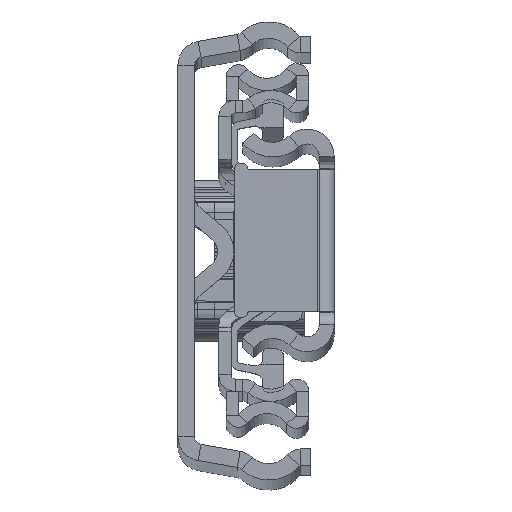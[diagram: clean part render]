
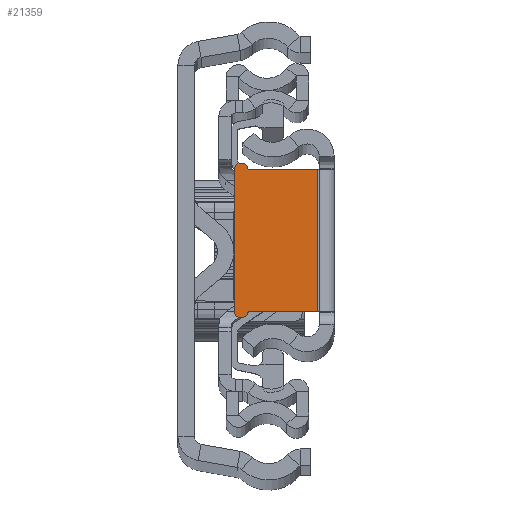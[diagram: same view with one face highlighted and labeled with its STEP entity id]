
A CAD part, top view. The second image highlights one B-rep face of the part: STEP entity #21359.
In plain terms, the highlighted planar face has unit normal (0, 0, 1).
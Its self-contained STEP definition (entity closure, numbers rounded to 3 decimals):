
#408 = ORIENTED_EDGE ( 'NONE', *, *, #36835, .T. ) ;
#718 = CARTESIAN_POINT ( 'NONE',  ( -2., 0., 0. ) ) ;
#1269 = DIRECTION ( 'NONE',  ( 1., 0., 0. ) ) ;
#1663 = DIRECTION ( 'NONE',  ( 0., 0., 1. ) ) ;
#2101 = VERTEX_POINT ( 'NONE', #26157 ) ;
#2457 = EDGE_LOOP ( 'NONE', ( #9311, #408, #2506, #33710, #39748, #11672 ) ) ;
#2506 = ORIENTED_EDGE ( 'NONE', *, *, #46141, .F. ) ;
#4563 = CARTESIAN_POINT ( 'NONE',  ( -12.2, 8.65, 0. ) ) ;
#5700 = LINE ( 'NONE', #12989, #40734 ) ;
#8109 = DIRECTION ( 'NONE',  ( 0., 1., 0. ) ) ;
#8391 = AXIS2_PLACEMENT_3D ( 'NONE', #19108, #1663, #30403 ) ;
#9311 = ORIENTED_EDGE ( 'NONE', *, *, #45094, .F. ) ;
#11387 = EDGE_CURVE ( 'NONE', #18445, #2101, #36543, .T. ) ;
#11672 = ORIENTED_EDGE ( 'NONE', *, *, #36582, .T. ) ;
#12085 = VECTOR ( 'NONE', #15060, 1000. ) ;
#12989 = CARTESIAN_POINT ( 'NONE',  ( -1.8, 8.65, 0. ) ) ;
#14389 = CIRCLE ( 'NONE', #22734, 0.85 ) ;
#14761 = PLANE ( 'NONE',  #31617 ) ;
#15060 = DIRECTION ( 'NONE',  ( 0., 1., 0. ) ) ;
#15211 = LINE ( 'NONE', #18046, #33471 ) ;
#16074 = VERTEX_POINT ( 'NONE', #21983 ) ;
#16700 = CARTESIAN_POINT ( 'NONE',  ( -2., -8.65, 0. ) ) ;
#18046 = CARTESIAN_POINT ( 'NONE',  ( -12.2, 8.65, 0. ) ) ;
#18315 = CARTESIAN_POINT ( 'NONE',  ( 0., 0., 0. ) ) ;
#18445 = VERTEX_POINT ( 'NONE', #16700 ) ;
#19009 = DIRECTION ( 'NONE',  ( 1., 0., 0. ) ) ;
#19108 = CARTESIAN_POINT ( 'NONE',  ( -11.35, -8.65, 0. ) ) ;
#19389 = DIRECTION ( 'NONE',  ( 1., 0., 0. ) ) ;
#21359 = ADVANCED_FACE ( 'NONE', ( #40466 ), #14761, .T. ) ;
#21649 = VERTEX_POINT ( 'NONE', #4563 ) ;
#21774 = VERTEX_POINT ( 'NONE', #22731 ) ;
#21983 = CARTESIAN_POINT ( 'NONE',  ( -10.5, 8.65, 0. ) ) ;
#22731 = CARTESIAN_POINT ( 'NONE',  ( -12.2, -8.65, 0. ) ) ;
#22734 = AXIS2_PLACEMENT_3D ( 'NONE', #23171, #34691, #19389 ) ;
#23138 = DIRECTION ( 'NONE',  ( -1., 0., 0. ) ) ;
#23171 = CARTESIAN_POINT ( 'NONE',  ( -11.35, 8.65, 0. ) ) ;
#25614 = DIRECTION ( 'NONE',  ( 0., 0., 1. ) ) ;
#26157 = CARTESIAN_POINT ( 'NONE',  ( -2., 8.65, 0. ) ) ;
#26381 = VERTEX_POINT ( 'NONE', #33899 ) ;
#29961 = EDGE_CURVE ( 'NONE', #16074, #2101, #5700, .T. ) ;
#30403 = DIRECTION ( 'NONE',  ( -1., 0., 0. ) ) ;
#30427 = CARTESIAN_POINT ( 'NONE',  ( -12.2, -8.65, 0. ) ) ;
#31617 = AXIS2_PLACEMENT_3D ( 'NONE', #18315, #25614, #19009 ) ;
#33471 = VECTOR ( 'NONE', #8109, 1000. ) ;
#33710 = ORIENTED_EDGE ( 'NONE', *, *, #11387, .T. ) ;
#33741 = LINE ( 'NONE', #30427, #40311 ) ;
#33899 = CARTESIAN_POINT ( 'NONE',  ( -10.5, -8.65, 0. ) ) ;
#34691 = DIRECTION ( 'NONE',  ( 0., 0., 1. ) ) ;
#36543 = LINE ( 'NONE', #718, #12085 ) ;
#36582 = EDGE_CURVE ( 'NONE', #16074, #21649, #14389, .T. ) ;
#36835 = EDGE_CURVE ( 'NONE', #21774, #26381, #43057, .T. ) ;
#39748 = ORIENTED_EDGE ( 'NONE', *, *, #29961, .F. ) ;
#40311 = VECTOR ( 'NONE', #23138, 1000. ) ;
#40466 = FACE_OUTER_BOUND ( 'NONE', #2457, .T. ) ;
#40734 = VECTOR ( 'NONE', #1269, 1000. ) ;
#43057 = CIRCLE ( 'NONE', #8391, 0.85 ) ;
#45094 = EDGE_CURVE ( 'NONE', #21774, #21649, #15211, .T. ) ;
#46141 = EDGE_CURVE ( 'NONE', #18445, #26381, #33741, .T. ) ;
